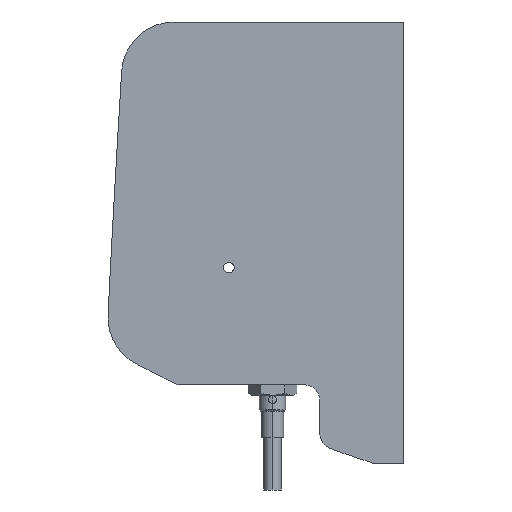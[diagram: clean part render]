
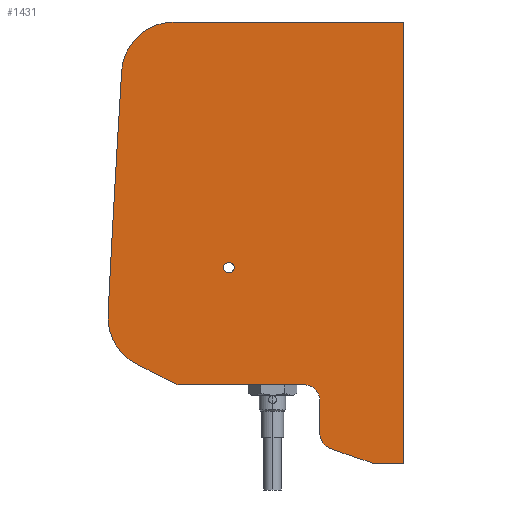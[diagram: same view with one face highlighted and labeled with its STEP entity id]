
A CAD part, left-side view. The second image highlights one B-rep face of the part: STEP entity #1431.
In plain terms, the highlighted face is planar.
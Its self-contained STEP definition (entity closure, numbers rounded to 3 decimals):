
#21 = DIRECTION ( 'NONE',  ( -1., 0., 0. ) ) ;
#44 = EDGE_LOOP ( 'NONE', ( #1407, #1686 ) ) ;
#64 = EDGE_CURVE ( 'NONE', #1496, #1104, #724, .T. ) ;
#80 = DIRECTION ( 'NONE',  ( -1., 0., 0. ) ) ;
#85 = AXIS2_PLACEMENT_3D ( 'NONE', #378, #2422, #2879 ) ;
#133 = CARTESIAN_POINT ( 'NONE',  ( -41., -23., 10. ) ) ;
#173 = EDGE_CURVE ( 'NONE', #1708, #342, #655, .T. ) ;
#176 = VERTEX_POINT ( 'NONE', #2493 ) ;
#206 = LINE ( 'NONE', #394, #840 ) ;
#220 = CARTESIAN_POINT ( 'NONE',  ( -38.125, -14.588, 10. ) ) ;
#225 = EDGE_CURVE ( 'NONE', #2836, #582, #266, .T. ) ;
#241 = EDGE_CURVE ( 'NONE', #582, #176, #1139, .T. ) ;
#266 = LINE ( 'NONE', #377, #906 ) ;
#279 = AXIS2_PLACEMENT_3D ( 'NONE', #1247, #2821, #1464 ) ;
#328 = CARTESIAN_POINT ( 'NONE',  ( -13.156, 17.699, 10. ) ) ;
#342 = VERTEX_POINT ( 'NONE', #2388 ) ;
#363 = CARTESIAN_POINT ( 'NONE',  ( -4.7, 4.7, 10. ) ) ;
#377 = CARTESIAN_POINT ( 'NONE',  ( 43., -28., 10. ) ) ;
#378 = CARTESIAN_POINT ( 'NONE',  ( -29., -9.6, 10. ) ) ;
#382 = CARTESIAN_POINT ( 'NONE',  ( -22.033, 22.303, 10. ) ) ;
#394 = CARTESIAN_POINT ( 'NONE',  ( -41., 28., 10. ) ) ;
#409 = CARTESIAN_POINT ( 'NONE',  ( 43., -28.6, 10. ) ) ;
#450 = AXIS2_PLACEMENT_3D ( 'NONE', #328, #769, #80 ) ;
#455 = VERTEX_POINT ( 'NONE', #133 ) ;
#473 = DIRECTION ( 'NONE',  ( -1., 0., 0. ) ) ;
#518 = VERTEX_POINT ( 'NONE', #363 ) ;
#582 = VERTEX_POINT ( 'NONE', #2066 ) ;
#655 = LINE ( 'NONE', #1383, #826 ) ;
#667 = CARTESIAN_POINT ( 'NONE',  ( 43., -28.6, 10. ) ) ;
#695 = DIRECTION ( 'NONE',  ( 0., 0., 1. ) ) ;
#719 = CARTESIAN_POINT ( 'NONE',  ( 244.281, -115.817, 10. ) ) ;
#724 = LINE ( 'NONE', #2020, #1855 ) ;
#731 = FACE_OUTER_BOUND ( 'NONE', #1191, .T. ) ;
#765 = CARTESIAN_POINT ( 'NONE',  ( -41., -28.6, 10. ) ) ;
#769 = DIRECTION ( 'NONE',  ( 0., 0., 1. ) ) ;
#777 = DIRECTION ( 'NONE',  ( -1., 0., 0. ) ) ;
#789 = CARTESIAN_POINT ( 'NONE',  ( 33., 15.111, 10. ) ) ;
#826 = VECTOR ( 'NONE', #21, 1000. ) ;
#827 = VERTEX_POINT ( 'NONE', #1293 ) ;
#834 = CIRCLE ( 'NONE', #450, 10. ) ;
#840 = VECTOR ( 'NONE', #2678, 1000. ) ;
#857 = EDGE_CURVE ( 'NONE', #342, #2844, #2521, .T. ) ;
#881 = VECTOR ( 'NONE', #1773, 1000. ) ;
#906 = VECTOR ( 'NONE', #2427, 1000. ) ;
#910 = EDGE_CURVE ( 'NONE', #518, #1887, #2343, .T. ) ;
#915 = CIRCLE ( 'NONE', #2893, 1. ) ;
#916 = CIRCLE ( 'NONE', #2169, 4000. ) ;
#959 = AXIS2_PLACEMENT_3D ( 'NONE', #789, #1494, #2190 ) ;
#1025 = CARTESIAN_POINT ( 'NONE',  ( -26., -9.6, 10. ) ) ;
#1104 = VERTEX_POINT ( 'NONE', #1025 ) ;
#1118 = DIRECTION ( 'NONE',  ( 0., 0., -1. ) ) ;
#1119 = AXIS2_PLACEMENT_3D ( 'NONE', #2712, #2484, #1569 ) ;
#1139 = CIRCLE ( 'NONE', #959, 10. ) ;
#1154 = EDGE_CURVE ( 'NONE', #455, #1468, #206, .T. ) ;
#1155 = CIRCLE ( 'NONE', #1514, 300. ) ;
#1191 = EDGE_LOOP ( 'NONE', ( #2424, #1771, #2148, #2364, #2403, #2705, #1525, #2737, #2260, #1818, #2407, #2895 ) ) ;
#1247 = CARTESIAN_POINT ( 'NONE',  ( -45., 28., 10. ) ) ;
#1293 = CARTESIAN_POINT ( 'NONE',  ( -12.654, 27.686, 10. ) ) ;
#1328 = CARTESIAN_POINT ( 'NONE',  ( -213.441, -3967.271, 10. ) ) ;
#1365 = EDGE_CURVE ( 'NONE', #1887, #518, #915, .T. ) ;
#1383 = CARTESIAN_POINT ( 'NONE',  ( -37.404, -12.6, 10. ) ) ;
#1407 = ORIENTED_EDGE ( 'NONE', *, *, #910, .T. ) ;
#1431 = ADVANCED_FACE ( 'NONE', ( #1618, #731 ), #2599, .F. ) ;
#1464 = DIRECTION ( 'NONE',  ( -1., 0., 0. ) ) ;
#1468 = VERTEX_POINT ( 'NONE', #765 ) ;
#1471 = EDGE_CURVE ( 'NONE', #1104, #1708, #2660, .T. ) ;
#1494 = DIRECTION ( 'NONE',  ( 0., 0., 1. ) ) ;
#1496 = VERTEX_POINT ( 'NONE', #1522 ) ;
#1507 = DIRECTION ( 'NONE',  ( -1., 0., 0. ) ) ;
#1514 = AXIS2_PLACEMENT_3D ( 'NONE', #719, #695, #473 ) ;
#1522 = CARTESIAN_POINT ( 'NONE',  ( -26., 14.369, 10. ) ) ;
#1525 = ORIENTED_EDGE ( 'NONE', *, *, #241, .T. ) ;
#1561 = AXIS2_PLACEMENT_3D ( 'NONE', #2730, #1118, #2252 ) ;
#1569 = DIRECTION ( 'NONE',  ( -1., 0., 0. ) ) ;
#1589 = LINE ( 'NONE', #667, #881 ) ;
#1604 = EDGE_CURVE ( 'NONE', #2836, #1468, #1589, .T. ) ;
#1618 = FACE_BOUND ( 'NONE', #44, .T. ) ;
#1634 = EDGE_CURVE ( 'NONE', #1931, #1496, #1723, .T. ) ;
#1664 = EDGE_CURVE ( 'NONE', #176, #827, #916, .T. ) ;
#1686 = ORIENTED_EDGE ( 'NONE', *, *, #1365, .T. ) ;
#1708 = VERTEX_POINT ( 'NONE', #2231 ) ;
#1723 = CIRCLE ( 'NONE', #1119, 300. ) ;
#1771 = ORIENTED_EDGE ( 'NONE', *, *, #857, .T. ) ;
#1773 = DIRECTION ( 'NONE',  ( -1., 0., 0. ) ) ;
#1818 = ORIENTED_EDGE ( 'NONE', *, *, #1634, .T. ) ;
#1855 = VECTOR ( 'NONE', #2006, 1000. ) ;
#1887 = VERTEX_POINT ( 'NONE', #2200 ) ;
#1917 = DIRECTION ( 'NONE',  ( 0., 0., -1. ) ) ;
#1931 = VERTEX_POINT ( 'NONE', #382 ) ;
#2006 = DIRECTION ( 'NONE',  ( 0., -1., 0. ) ) ;
#2020 = CARTESIAN_POINT ( 'NONE',  ( -26., -12.6, 10. ) ) ;
#2066 = CARTESIAN_POINT ( 'NONE',  ( 43., 15.111, 10. ) ) ;
#2148 = ORIENTED_EDGE ( 'NONE', *, *, #2847, .T. ) ;
#2169 = AXIS2_PLACEMENT_3D ( 'NONE', #1328, #2210, #2911 ) ;
#2190 = DIRECTION ( 'NONE',  ( -1., 0., 0. ) ) ;
#2194 = AXIS2_PLACEMENT_3D ( 'NONE', #2644, #2237, #1507 ) ;
#2200 = CARTESIAN_POINT ( 'NONE',  ( -2.7, 4.7, 10. ) ) ;
#2210 = DIRECTION ( 'NONE',  ( 0., 0., 1. ) ) ;
#2231 = CARTESIAN_POINT ( 'NONE',  ( -29., -12.6, 10. ) ) ;
#2237 = DIRECTION ( 'NONE',  ( 0., 0., 1. ) ) ;
#2252 = DIRECTION ( 'NONE',  ( -1., 0., 0. ) ) ;
#2260 = ORIENTED_EDGE ( 'NONE', *, *, #2341, .T. ) ;
#2341 = EDGE_CURVE ( 'NONE', #827, #1931, #834, .T. ) ;
#2343 = CIRCLE ( 'NONE', #1561, 1. ) ;
#2364 = ORIENTED_EDGE ( 'NONE', *, *, #1154, .T. ) ;
#2379 = CARTESIAN_POINT ( 'NONE',  ( -3.7, 4.7, 10. ) ) ;
#2388 = CARTESIAN_POINT ( 'NONE',  ( -35.3, -12.6, 10. ) ) ;
#2403 = ORIENTED_EDGE ( 'NONE', *, *, #1604, .F. ) ;
#2407 = ORIENTED_EDGE ( 'NONE', *, *, #64, .T. ) ;
#2422 = DIRECTION ( 'NONE',  ( 0., 0., -1. ) ) ;
#2424 = ORIENTED_EDGE ( 'NONE', *, *, #173, .T. ) ;
#2427 = DIRECTION ( 'NONE',  ( 0., 1., 0. ) ) ;
#2484 = DIRECTION ( 'NONE',  ( 0., 0., 1. ) ) ;
#2493 = CARTESIAN_POINT ( 'NONE',  ( 33.618, 25.092, 10. ) ) ;
#2521 = CIRCLE ( 'NONE', #2194, 3. ) ;
#2599 = PLANE ( 'NONE',  #279 ) ;
#2644 = CARTESIAN_POINT ( 'NONE',  ( -35.3, -15.6, 10. ) ) ;
#2660 = CIRCLE ( 'NONE', #85, 3. ) ;
#2678 = DIRECTION ( 'NONE',  ( 0., -1., 0. ) ) ;
#2705 = ORIENTED_EDGE ( 'NONE', *, *, #225, .T. ) ;
#2712 = CARTESIAN_POINT ( 'NONE',  ( 244.281, -115.817, 10. ) ) ;
#2730 = CARTESIAN_POINT ( 'NONE',  ( -3.7, 4.7, 10. ) ) ;
#2737 = ORIENTED_EDGE ( 'NONE', *, *, #1664, .T. ) ;
#2821 = DIRECTION ( 'NONE',  ( 0., 0., -1. ) ) ;
#2836 = VERTEX_POINT ( 'NONE', #409 ) ;
#2844 = VERTEX_POINT ( 'NONE', #220 ) ;
#2847 = EDGE_CURVE ( 'NONE', #2844, #455, #1155, .T. ) ;
#2879 = DIRECTION ( 'NONE',  ( -1., 0., 0. ) ) ;
#2893 = AXIS2_PLACEMENT_3D ( 'NONE', #2379, #1917, #777 ) ;
#2895 = ORIENTED_EDGE ( 'NONE', *, *, #1471, .T. ) ;
#2911 = DIRECTION ( 'NONE',  ( -1., 0., 0. ) ) ;
